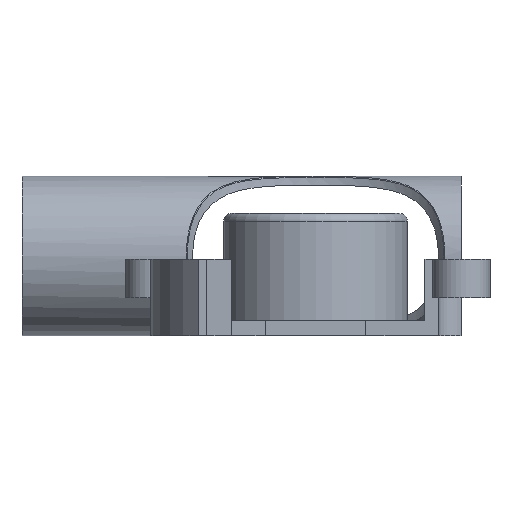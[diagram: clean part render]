
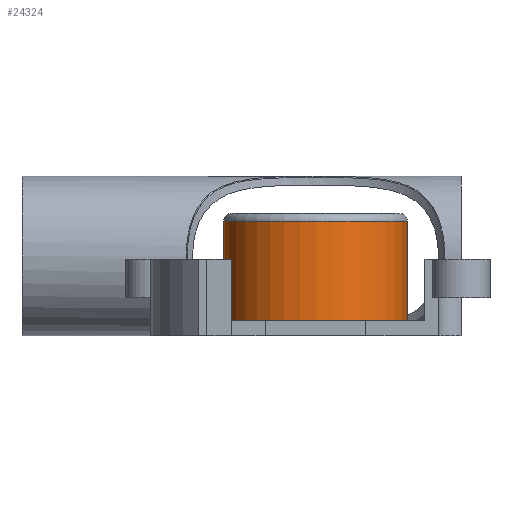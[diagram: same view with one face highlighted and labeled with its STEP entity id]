
A CAD part, front view. The second image highlights one B-rep face of the part: STEP entity #24324.
In plain terms, the highlighted cylindrical face has radius 12 mm (diameter 24 mm), a full revolution.
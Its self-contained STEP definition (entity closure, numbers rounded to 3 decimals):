
#48=CYLINDRICAL_SURFACE('',#24868,12.);
#157=CIRCLE('',#24867,12.);
#158=CIRCLE('',#24869,12.);
#1138=FACE_BOUND('',#3749,.T.);
#1139=FACE_BOUND('',#3750,.T.);
#2381=FACE_OUTER_BOUND('',#3748,.T.);
#3748=EDGE_LOOP('',(#22355,#22356,#22357,#22358));
#3749=EDGE_LOOP('',(#22359,#22360));
#3750=EDGE_LOOP('',(#22361,#22362));
#5537=B_SPLINE_CURVE_WITH_KNOTS('',3,(#50439,#50440,#50441,#50442,#50443,
#50444),.UNSPECIFIED.,.F.,.F.,(4,2,4),(0.727,0.769,
0.811),.UNSPECIFIED.);
#5538=B_SPLINE_CURVE_WITH_KNOTS('',3,(#50449,#50450,#50451,#50452,#50453,
#50454,#50455),.UNSPECIFIED.,.F.,.F.,(4,3,4),(1.496,1.538,
1.58),.UNSPECIFIED.);
#7273=LINE('',#50435,#9100);
#7274=LINE('',#50445,#9101);
#7275=LINE('',#50448,#9102);
#9100=VECTOR('',#27658,12.);
#9101=VECTOR('',#27661,10.);
#9102=VECTOR('',#27662,10.);
#11558=VERTEX_POINT('',#50430);
#11559=VERTEX_POINT('',#50434);
#11560=VERTEX_POINT('',#50437);
#11561=VERTEX_POINT('',#50438);
#11562=VERTEX_POINT('',#50446);
#11563=VERTEX_POINT('',#50447);
#15181=EDGE_CURVE('',#11558,#11558,#157,.T.);
#15182=EDGE_CURVE('',#11558,#11559,#7273,.T.);
#15183=EDGE_CURVE('',#11559,#11559,#158,.T.);
#15184=EDGE_CURVE('',#11560,#11561,#5537,.T.);
#15185=EDGE_CURVE('',#11561,#11560,#7274,.T.);
#15186=EDGE_CURVE('',#11562,#11563,#7275,.T.);
#15187=EDGE_CURVE('',#11562,#11563,#5538,.T.);
#22355=ORIENTED_EDGE('',*,*,#15181,.F.);
#22356=ORIENTED_EDGE('',*,*,#15182,.T.);
#22357=ORIENTED_EDGE('',*,*,#15183,.F.);
#22358=ORIENTED_EDGE('',*,*,#15182,.F.);
#22359=ORIENTED_EDGE('',*,*,#15184,.F.);
#22360=ORIENTED_EDGE('',*,*,#15185,.F.);
#22361=ORIENTED_EDGE('',*,*,#15186,.T.);
#22362=ORIENTED_EDGE('',*,*,#15187,.F.);
#24324=ADVANCED_FACE('',(#2381,#1138,#1139),#48,.T.);
#24867=AXIS2_PLACEMENT_3D('',#50432,#27654,#27655);
#24868=AXIS2_PLACEMENT_3D('',#50433,#27656,#27657);
#24869=AXIS2_PLACEMENT_3D('',#50436,#27659,#27660);
#27654=DIRECTION('center_axis',(0.,0.,1.));
#27655=DIRECTION('ref_axis',(1.,0.,0.));
#27656=DIRECTION('center_axis',(0.,0.,1.));
#27657=DIRECTION('ref_axis',(1.,0.,0.));
#27658=DIRECTION('',(0.,0.,-1.));
#27659=DIRECTION('center_axis',(0.,0.,-1.));
#27660=DIRECTION('ref_axis',(1.,0.,0.));
#27661=DIRECTION('',(0.,0.,-1.));
#27662=DIRECTION('',(0.,0.,-1.));
#50430=CARTESIAN_POINT('',(-11.041,-19.825,15.));
#50432=CARTESIAN_POINT('Origin',(0.959,-19.825,15.));
#50433=CARTESIAN_POINT('Origin',(0.959,-19.825,0.));
#50434=CARTESIAN_POINT('',(-11.041,-19.825,2.));
#50435=CARTESIAN_POINT('',(-11.041,-19.825,0.));
#50436=CARTESIAN_POINT('Origin',(0.959,-19.825,2.));
#50437=CARTESIAN_POINT('',(-1.722,-8.128,10.012));
#50438=CARTESIAN_POINT('',(-1.722,-8.128,10.875));
#50439=CARTESIAN_POINT('Ctrl Pts',(-1.722,-8.128,
10.012));
#50440=CARTESIAN_POINT('Ctrl Pts',(-1.751,-8.135,
10.157));
#50441=CARTESIAN_POINT('Ctrl Pts',(-1.765,-8.138,
10.302));
#50442=CARTESIAN_POINT('Ctrl Pts',(-1.765,-8.138,
10.585));
#50443=CARTESIAN_POINT('Ctrl Pts',(-1.751,-8.135,
10.73));
#50444=CARTESIAN_POINT('Ctrl Pts',(-1.722,-8.128,
10.875));
#50445=CARTESIAN_POINT('',(-1.722,-8.128,10.875));
#50446=CARTESIAN_POINT('',(3.639,-8.128,10.875));
#50447=CARTESIAN_POINT('',(3.639,-8.128,10.012));
#50448=CARTESIAN_POINT('',(3.639,-8.128,10.875));
#50449=CARTESIAN_POINT('Ctrl Pts',(3.639,-8.128,10.875));
#50450=CARTESIAN_POINT('Ctrl Pts',(3.669,-8.135,10.73));
#50451=CARTESIAN_POINT('Ctrl Pts',(3.683,-8.138,10.585));
#50452=CARTESIAN_POINT('Ctrl Pts',(3.683,-8.138,10.444));
#50453=CARTESIAN_POINT('Ctrl Pts',(3.683,-8.138,10.302));
#50454=CARTESIAN_POINT('Ctrl Pts',(3.669,-8.135,10.157));
#50455=CARTESIAN_POINT('Ctrl Pts',(3.639,-8.128,10.012));
